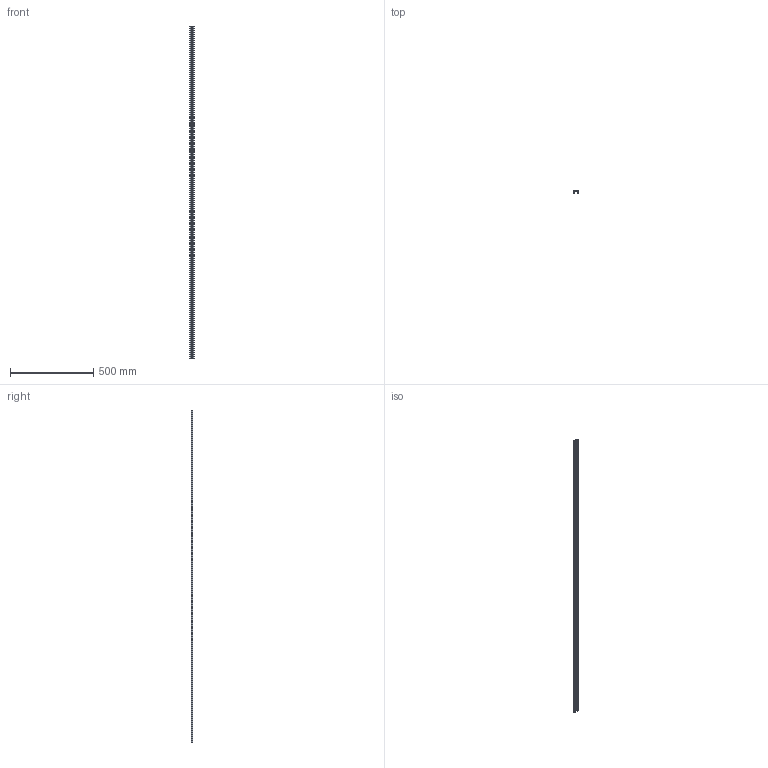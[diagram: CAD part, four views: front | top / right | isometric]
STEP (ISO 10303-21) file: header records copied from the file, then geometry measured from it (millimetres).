
FILE_DESCRIPTION((''),'2;1');
FILE_NAME('611520_PRT','2018-12-05T12:09:32',('tomasz.grudniewski'),(''),'CREO PARAMETRIC BY PTC INC, 2018260','CREO PARAMETRIC BY PTC INC, 2018260','');
FILE_SCHEMA(('CONFIG_CONTROL_DESIGN'));
Length unit declared in the file: millimetre
Products named in the file (1): 611520_PRT
Bounding box: 28 x 12 x 2000 mm (x, y, z)
Volume: 159975.7 mm3; surface area: 175812.2 mm2
Topology: 1 solids, 1 shells, 422 faces, 1244 edges, 824 vertices
Faces by surface type: plane 218, cylinder 204
Entity records: 14586 total; most frequent: DIRECTION 2496, CARTESIAN_POINT 2490, ORIENTED_EDGE 2488, EDGE_CURVE 1244, VECTOR 836, LINE 836, AXIS2_PLACEMENT_3D 830, VERTEX_POINT 824
